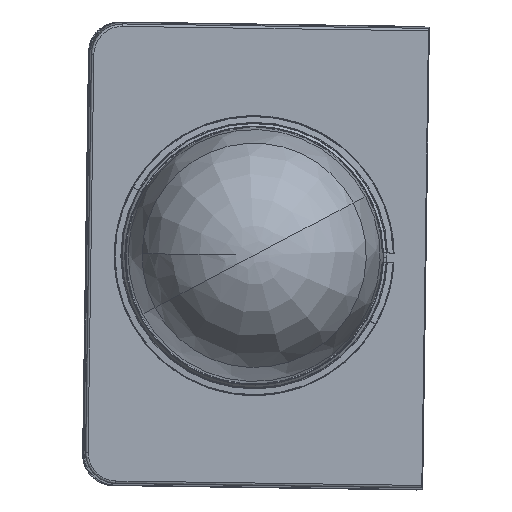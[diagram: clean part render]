
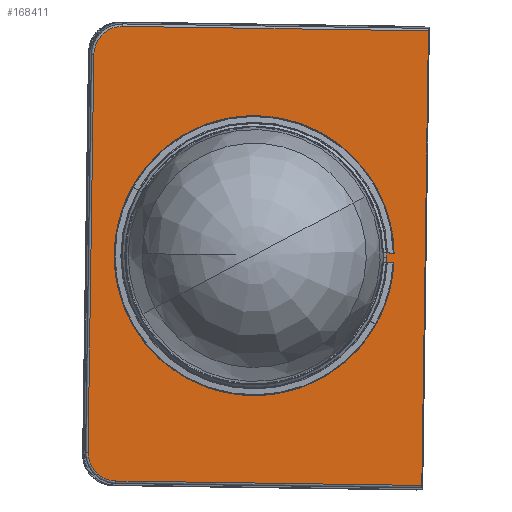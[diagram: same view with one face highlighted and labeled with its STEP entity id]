
A CAD part, top view. The second image highlights one B-rep face of the part: STEP entity #168411.
In plain terms, the highlighted planar face has unit normal (0, 0, 1).
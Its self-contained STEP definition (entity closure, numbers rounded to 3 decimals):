
#105046=CARTESIAN_POINT(' ',(109.681,89.447,24.));
#105047=VERTEX_POINT(' ',#105046);
#105061=CARTESIAN_POINT(' ',(109.56,89.448,24.));
#105066=DIRECTION(' ',(1.,-0.015,0.));
#105071=VECTOR(' ',#105066,1.);
#105076=LINE('',#105061,#105071);
#105081=CARTESIAN_POINT(' ',(109.56,89.448,24.));
#105082=VERTEX_POINT(' ',#105081);
#105086=EDGE_CURVE(' ',#105082,#105047,#105076,.T.);
#105191=CARTESIAN_POINT(' ',(107.273,89.482,24.));
#105192=VERTEX_POINT(' ',#105191);
#114676=CARTESIAN_POINT(' ',(109.724,92.446,24.));
#114681=DIRECTION(' ',(-1.,0.015,0.));
#114686=VECTOR(' ',#114681,1.);
#114691=LINE('',#114676,#114686);
#114696=CARTESIAN_POINT(' ',(109.724,92.446,24.));
#114697=VERTEX_POINT(' ',#114696);
#114701=CARTESIAN_POINT(' ',(109.603,92.448,24.));
#114702=VERTEX_POINT(' ',#114701);
#114706=EDGE_CURVE(' ',#114697,#114702,#114691,.T.);
#115306=CARTESIAN_POINT(' ',(107.316,92.481,24.));
#115307=VERTEX_POINT(' ',#115306);
#167716=CARTESIAN_POINT(' ',(103.866,69.308,24.));
#167717=VERTEX_POINT(' ',#167716);
#167731=CARTESIAN_POINT(' ',(64.425,91.605,24.));
#167736=DIRECTION(' ',(0.,0.,-1.));
#167741=DIRECTION(' ',(0.999,-0.048,0.));
#167746=AXIS2_PLACEMENT_3D(' ',#167731,#167736,#167741);
#167751=CIRCLE('',#167746,45.307);
#167756=EDGE_CURVE(' ',#105047,#167717,#167751,.T.);
#167781=DIRECTION(' ',(0.,-0.,1.));
#167786=CARTESIAN_POINT(' ',(120.992,164.585,24.));
#167791=DIRECTION(' ',(-1.,0.015,0.));
#167796=AXIS2_PLACEMENT_3D(' ',#167786,#167781,#167791);
#167801=PLANE('',#167796);
#167806=CARTESIAN_POINT(' ',(118.846,17.011,24.));
#167811=DIRECTION(' ',(0.015,1.,0.));
#167816=VECTOR(' ',#167811,1.);
#167821=LINE('',#167806,#167816);
#167826=CARTESIAN_POINT(' ',(118.846,17.011,24.));
#167827=VERTEX_POINT(' ',#167826);
#167831=CARTESIAN_POINT(' ',(120.992,164.585,24.));
#167832=VERTEX_POINT(' ',#167831);
#167836=EDGE_CURVE(' ',#167827,#167832,#167821,.T.);
#167841=ORIENTED_EDGE(' ',*,*,#167836,.T.);
#167846=CARTESIAN_POINT(' ',(120.992,164.585,24.));
#167851=DIRECTION(' ',(-1.,0.015,0.));
#167856=VECTOR(' ',#167851,1.);
#167861=LINE('',#167846,#167856);
#167866=CARTESIAN_POINT(' ',(21.707,166.029,24.));
#167867=VERTEX_POINT(' ',#167866);
#167871=EDGE_CURVE(' ',#167832,#167867,#167861,.T.);
#167876=ORIENTED_EDGE(' ',*,*,#167871,.T.);
#167881=CARTESIAN_POINT(' ',(21.572,156.832,24.));
#167886=DIRECTION(' ',(0.,0.,1.));
#167891=DIRECTION(' ',(0.015,1.,0.));
#167896=AXIS2_PLACEMENT_3D(' ',#167881,#167886,#167891);
#167901=CIRCLE('',#167896,9.198);
#167906=CARTESIAN_POINT(' ',(12.375,156.965,24.));
#167907=VERTEX_POINT(' ',#167906);
#167911=EDGE_CURVE(' ',#167867,#167907,#167901,.T.);
#167916=ORIENTED_EDGE(' ',*,*,#167911,.T.);
#167921=CARTESIAN_POINT(' ',(12.375,156.965,24.));
#167926=DIRECTION(' ',(-0.015,-1.,0.));
#167931=VECTOR(' ',#167926,1.);
#167936=LINE('',#167921,#167931);
#167941=CARTESIAN_POINT(' ',(10.497,27.786,24.));
#167942=VERTEX_POINT(' ',#167941);
#167946=EDGE_CURVE(' ',#167907,#167942,#167936,.T.);
#167951=ORIENTED_EDGE(' ',*,*,#167946,.T.);
#167956=CARTESIAN_POINT(' ',(19.694,27.652,24.));
#167961=DIRECTION(' ',(0.,0.,1.));
#167966=DIRECTION(' ',(-1.,0.015,0.));
#167971=AXIS2_PLACEMENT_3D(' ',#167956,#167961,#167966);
#167976=CIRCLE('',#167971,9.198);
#167981=CARTESIAN_POINT(' ',(19.56,18.455,24.));
#167982=VERTEX_POINT(' ',#167981);
#167986=EDGE_CURVE(' ',#167942,#167982,#167976,.T.);
#167991=ORIENTED_EDGE(' ',*,*,#167986,.T.);
#167996=CARTESIAN_POINT(' ',(19.56,18.455,24.));
#168001=DIRECTION(' ',(1.,-0.015,0.));
#168006=VECTOR(' ',#168001,1.);
#168011=LINE('',#167996,#168006);
#168016=EDGE_CURVE(' ',#167982,#167827,#168011,.T.);
#168021=ORIENTED_EDGE(' ',*,*,#168016,.T.);
#168026=EDGE_LOOP(' ',(#167841,#167876,#167916,#167951,#167991,#168021));
#168031=FACE_OUTER_BOUND(' ',#168026,.T.);
#168036=CARTESIAN_POINT(' ',(64.423,91.605,24.));
#168041=DIRECTION(' ',(-0.,0.,-1.));
#168046=DIRECTION(' ',(1.,0.02,0.));
#168051=AXIS2_PLACEMENT_3D(' ',#168036,#168041,#168046);
#168056=CIRCLE('',#168051,42.902);
#168061=EDGE_CURVE(' ',#115307,#105192,#168056,.T.);
#168066=ORIENTED_EDGE(' ',*,*,#168061,.T.);
#168071=CARTESIAN_POINT(' ',(64.425,91.605,24.));
#168076=DIRECTION(' ',(0.,-0.,1.));
#168081=DIRECTION(' ',(0.871,-0.492,0.));
#168086=AXIS2_PLACEMENT_3D(' ',#168071,#168076,#168081);
#168091=CIRCLE('',#168086,42.9);
#168096=CARTESIAN_POINT(' ',(101.77,70.492,24.));
#168097=VERTEX_POINT(' ',#168096);
#168101=EDGE_CURVE(' ',#168097,#105192,#168091,.T.);
#168106=ORIENTED_EDGE(' ',*,*,#168101,.F.);
#168111=CARTESIAN_POINT(' ',(64.425,91.605,24.));
#168116=DIRECTION(' ',(0.,-0.,1.));
#168121=DIRECTION(' ',(-0.871,0.492,0.));
#168126=AXIS2_PLACEMENT_3D(' ',#168111,#168116,#168121);
#168131=CIRCLE('',#168126,42.9);
#168136=CARTESIAN_POINT(' ',(27.08,112.718,24.));
#168137=VERTEX_POINT(' ',#168136);
#168141=EDGE_CURVE(' ',#168137,#168097,#168131,.T.);
#168146=ORIENTED_EDGE(' ',*,*,#168141,.F.);
#168151=CARTESIAN_POINT(' ',(64.425,91.605,24.));
#168156=DIRECTION(' ',(0.,0.,1.));
#168161=DIRECTION(' ',(1.,0.02,0.));
#168166=AXIS2_PLACEMENT_3D(' ',#168151,#168156,#168161);
#168171=CIRCLE('',#168166,42.9);
#168176=EDGE_CURVE(' ',#115307,#168137,#168171,.T.);
#168181=ORIENTED_EDGE(' ',*,*,#168176,.F.);
#168186=EDGE_LOOP(' ',(#168066,#168106,#168146,#168181));
#168191=FACE_BOUND(' ',#168186,.T.);
#168196=ORIENTED_EDGE(' ',*,*,#167756,.T.);
#168201=CARTESIAN_POINT(' ',(64.425,91.605,24.));
#168206=DIRECTION(' ',(0.,0.,-1.));
#168211=DIRECTION(' ',(0.871,-0.492,0.));
#168216=AXIS2_PLACEMENT_3D(' ',#168201,#168206,#168211);
#168221=CIRCLE('',#168216,45.307);
#168226=CARTESIAN_POINT(' ',(24.985,113.902,24.));
#168227=VERTEX_POINT(' ',#168226);
#168231=EDGE_CURVE(' ',#167717,#168227,#168221,.T.);
#168236=ORIENTED_EDGE(' ',*,*,#168231,.T.);
#168241=CARTESIAN_POINT(' ',(64.425,91.605,24.));
#168246=DIRECTION(' ',(0.,0.,-1.));
#168251=DIRECTION(' ',(-0.871,0.492,0.));
#168256=AXIS2_PLACEMENT_3D(' ',#168241,#168246,#168251);
#168261=CIRCLE('',#168256,45.307);
#168266=EDGE_CURVE(' ',#168227,#114697,#168261,.T.);
#168271=ORIENTED_EDGE(' ',*,*,#168266,.T.);
#168276=ORIENTED_EDGE(' ',*,*,#114706,.T.);
#168281=CARTESIAN_POINT(' ',(64.425,91.605,24.));
#168286=DIRECTION(' ',(0.,0.,-1.));
#168291=DIRECTION(' ',(-0.871,0.492,0.));
#168296=AXIS2_PLACEMENT_3D(' ',#168281,#168286,#168291);
#168301=CIRCLE('',#168296,45.186);
#168306=CARTESIAN_POINT(' ',(25.09,113.843,24.));
#168307=VERTEX_POINT(' ',#168306);
#168311=EDGE_CURVE(' ',#168307,#114702,#168301,.T.);
#168316=ORIENTED_EDGE(' ',*,*,#168311,.F.);
#168321=CARTESIAN_POINT(' ',(64.425,91.605,24.));
#168326=DIRECTION(' ',(0.,0.,-1.));
#168331=DIRECTION(' ',(0.871,-0.492,0.));
#168336=AXIS2_PLACEMENT_3D(' ',#168321,#168326,#168331);
#168341=CIRCLE('',#168336,45.186);
#168346=CARTESIAN_POINT(' ',(103.76,69.367,24.));
#168347=VERTEX_POINT(' ',#168346);
#168351=EDGE_CURVE(' ',#168347,#168307,#168341,.T.);
#168356=ORIENTED_EDGE(' ',*,*,#168351,.F.);
#168361=CARTESIAN_POINT(' ',(64.425,91.605,24.));
#168366=DIRECTION(' ',(-0.,0.,-1.));
#168371=DIRECTION(' ',(0.999,-0.048,0.));
#168376=AXIS2_PLACEMENT_3D(' ',#168361,#168366,#168371);
#168381=CIRCLE('',#168376,45.186);
#168386=EDGE_CURVE(' ',#105082,#168347,#168381,.T.);
#168391=ORIENTED_EDGE(' ',*,*,#168386,.F.);
#168396=ORIENTED_EDGE(' ',*,*,#105086,.T.);
#168401=EDGE_LOOP(' ',(#168196,#168236,#168271,#168276,#168316,#168356,#168391,#168396));
#168406=FACE_BOUND(' ',#168401,.T.);
#168411=ADVANCED_FACE('',(#168031,#168191,#168406),#167801,.T.);
